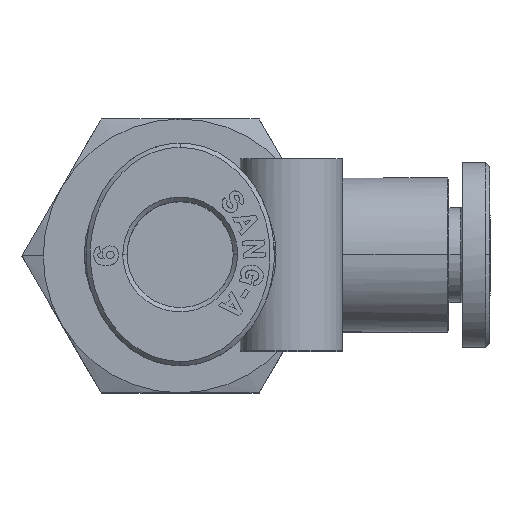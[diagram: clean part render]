
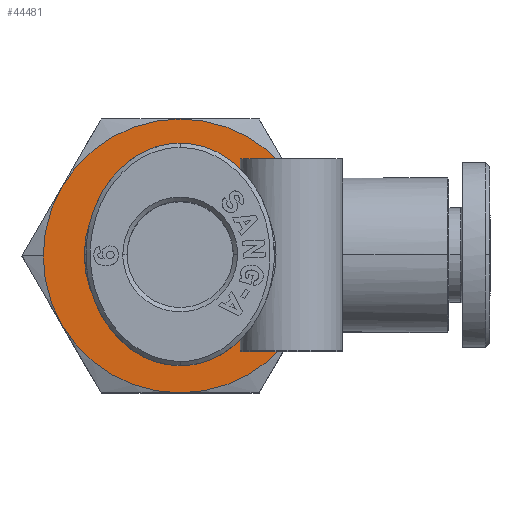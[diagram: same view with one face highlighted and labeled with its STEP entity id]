
A CAD part, top view. The second image highlights one B-rep face of the part: STEP entity #44481.
In plain terms, the highlighted face is planar.
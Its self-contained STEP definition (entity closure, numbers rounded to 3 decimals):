
#16 = CIRCLE ( 'NONE', #43943, 8. ) ;
#2417 = DIRECTION ( 'NONE',  ( -1., 0., 0. ) ) ;
#2875 = CARTESIAN_POINT ( 'NONE',  ( 27.8, 0., 6.75 ) ) ;
#5191 = CIRCLE ( 'NONE', #22542, 8. ) ;
#5560 = DIRECTION ( 'NONE',  ( 0., 0., -1. ) ) ;
#5717 = DIRECTION ( 'NONE',  ( -1., 0., 0. ) ) ;
#6522 = CIRCLE ( 'NONE', #19205, 8. ) ;
#7230 = VERTEX_POINT ( 'NONE', #2875 ) ;
#8702 = VERTEX_POINT ( 'NONE', #35830 ) ;
#9138 = CARTESIAN_POINT ( 'NONE',  ( 27.8, 4., 8.078 ) ) ;
#9282 = CARTESIAN_POINT ( 'NONE',  ( 27.8, -4., -5.778 ) ) ;
#9333 = CARTESIAN_POINT ( 'NONE',  ( 27.8, -4., 8.078 ) ) ;
#9530 = CARTESIAN_POINT ( 'NONE',  ( 27.8, 0., 1.15 ) ) ;
#9838 = DIRECTION ( 'NONE',  ( -1., 0., 0. ) ) ;
#10083 = AXIS2_PLACEMENT_3D ( 'NONE', #51699, #2417, #15073 ) ;
#10166 = CARTESIAN_POINT ( 'NONE',  ( 27.8, 0., 1.15 ) ) ;
#10188 = CARTESIAN_POINT ( 'NONE',  ( 27.8, 0., 1.15 ) ) ;
#10610 = PLANE ( 'NONE',  #12869 ) ;
#11745 = CIRCLE ( 'NONE', #46071, 5.6 ) ;
#12214 = CARTESIAN_POINT ( 'NONE',  ( 27.8, 0., 1.15 ) ) ;
#12351 = EDGE_CURVE ( 'NONE', #18267, #32863, #46315, .T. ) ;
#12436 = EDGE_CURVE ( 'NONE', #7230, #22182, #11745, .T. ) ;
#12869 = AXIS2_PLACEMENT_3D ( 'NONE', #38658, #42609, #22582 ) ;
#13582 = DIRECTION ( 'NONE',  ( -1., 0., 0. ) ) ;
#14166 = CARTESIAN_POINT ( 'NONE',  ( 27.8, 0., -6.85 ) ) ;
#14361 = CARTESIAN_POINT ( 'NONE',  ( 27.8, -8., 1.15 ) ) ;
#14369 = AXIS2_PLACEMENT_3D ( 'NONE', #46456, #5717, #34298 ) ;
#15073 = DIRECTION ( 'NONE',  ( 0., 0., -1. ) ) ;
#15515 = CARTESIAN_POINT ( 'NONE',  ( 27.8, 0., -4.45 ) ) ;
#16337 = EDGE_LOOP ( 'NONE', ( #22888, #36679 ) ) ;
#16534 = EDGE_CURVE ( 'NONE', #22182, #7230, #19375, .T. ) ;
#17042 = ORIENTED_EDGE ( 'NONE', *, *, #50408, .T. ) ;
#17949 = FACE_BOUND ( 'NONE', #16337, .T. ) ;
#18058 = CARTESIAN_POINT ( 'NONE',  ( 27.8, 0., 1.15 ) ) ;
#18120 = DIRECTION ( 'NONE',  ( 0., 0., -1. ) ) ;
#18151 = EDGE_CURVE ( 'NONE', #26753, #8702, #5191, .T. ) ;
#18267 = VERTEX_POINT ( 'NONE', #14166 ) ;
#19205 = AXIS2_PLACEMENT_3D ( 'NONE', #10188, #9838, #5560 ) ;
#19375 = CIRCLE ( 'NONE', #45107, 5.6 ) ;
#21880 = CARTESIAN_POINT ( 'NONE',  ( 27.8, 0., 1.15 ) ) ;
#21956 = DIRECTION ( 'NONE',  ( -1., 0., 0. ) ) ;
#22182 = VERTEX_POINT ( 'NONE', #15515 ) ;
#22542 = AXIS2_PLACEMENT_3D ( 'NONE', #21880, #50644, #18120 ) ;
#22582 = DIRECTION ( 'NONE',  ( 0., 0., 1. ) ) ;
#22888 = ORIENTED_EDGE ( 'NONE', *, *, #16534, .F. ) ;
#23277 = ORIENTED_EDGE ( 'NONE', *, *, #36215, .T. ) ;
#24699 = DIRECTION ( 'NONE',  ( 0., 0., -1. ) ) ;
#25388 = CIRCLE ( 'NONE', #10083, 8. ) ;
#26444 = DIRECTION ( 'NONE',  ( -1., 0., 0. ) ) ;
#26753 = VERTEX_POINT ( 'NONE', #9138 ) ;
#28194 = EDGE_CURVE ( 'NONE', #32863, #44508, #6522, .T. ) ;
#28626 = AXIS2_PLACEMENT_3D ( 'NONE', #12214, #52954, #24699 ) ;
#29524 = DIRECTION ( 'NONE',  ( -1., 0., 0. ) ) ;
#30209 = DIRECTION ( 'NONE',  ( 0., 0., -1. ) ) ;
#30716 = CIRCLE ( 'NONE', #50261, 8. ) ;
#31300 = VERTEX_POINT ( 'NONE', #9333 ) ;
#32395 = ORIENTED_EDGE ( 'NONE', *, *, #28194, .T. ) ;
#32742 = ORIENTED_EDGE ( 'NONE', *, *, #18151, .T. ) ;
#32863 = VERTEX_POINT ( 'NONE', #9282 ) ;
#33642 = DIRECTION ( 'NONE',  ( 0., 0., -1. ) ) ;
#34298 = DIRECTION ( 'NONE',  ( 0., 0., -1. ) ) ;
#35830 = CARTESIAN_POINT ( 'NONE',  ( 27.8, 8., 1.15 ) ) ;
#36215 = EDGE_CURVE ( 'NONE', #31300, #26753, #30716, .T. ) ;
#36679 = ORIENTED_EDGE ( 'NONE', *, *, #12436, .F. ) ;
#38658 = CARTESIAN_POINT ( 'NONE',  ( 27.8, -2.8, 1.15 ) ) ;
#39983 = EDGE_CURVE ( 'NONE', #51818, #18267, #16, .T. ) ;
#40069 = EDGE_LOOP ( 'NONE', ( #17042, #23277, #32742, #44212, #49155, #50218, #32395 ) ) ;
#40538 = CIRCLE ( 'NONE', #14369, 8. ) ;
#42609 = DIRECTION ( 'NONE',  ( -1., 0., 0. ) ) ;
#43943 = AXIS2_PLACEMENT_3D ( 'NONE', #10166, #21956, #30209 ) ;
#44212 = ORIENTED_EDGE ( 'NONE', *, *, #46648, .T. ) ;
#44481 = ADVANCED_FACE ( 'NONE', ( #17949, #49932 ), #10610, .T. ) ;
#44508 = VERTEX_POINT ( 'NONE', #14361 ) ;
#45107 = AXIS2_PLACEMENT_3D ( 'NONE', #18058, #26444, #47002 ) ;
#46071 = AXIS2_PLACEMENT_3D ( 'NONE', #9530, #13582, #33642 ) ;
#46315 = CIRCLE ( 'NONE', #28626, 8. ) ;
#46456 = CARTESIAN_POINT ( 'NONE',  ( 27.8, 0., 1.15 ) ) ;
#46648 = EDGE_CURVE ( 'NONE', #8702, #51818, #40538, .T. ) ;
#47002 = DIRECTION ( 'NONE',  ( 0., 0., -1. ) ) ;
#48015 = CARTESIAN_POINT ( 'NONE',  ( 27.8, 4., -5.778 ) ) ;
#49155 = ORIENTED_EDGE ( 'NONE', *, *, #39983, .T. ) ;
#49508 = CARTESIAN_POINT ( 'NONE',  ( 27.8, 0., 1.15 ) ) ;
#49932 = FACE_OUTER_BOUND ( 'NONE', #40069, .T. ) ;
#50218 = ORIENTED_EDGE ( 'NONE', *, *, #12351, .T. ) ;
#50261 = AXIS2_PLACEMENT_3D ( 'NONE', #49508, #29524, #50383 ) ;
#50383 = DIRECTION ( 'NONE',  ( 0., 0., -1. ) ) ;
#50408 = EDGE_CURVE ( 'NONE', #44508, #31300, #25388, .T. ) ;
#50644 = DIRECTION ( 'NONE',  ( -1., 0., 0. ) ) ;
#51699 = CARTESIAN_POINT ( 'NONE',  ( 27.8, 0., 1.15 ) ) ;
#51818 = VERTEX_POINT ( 'NONE', #48015 ) ;
#52954 = DIRECTION ( 'NONE',  ( -1., 0., 0. ) ) ;
